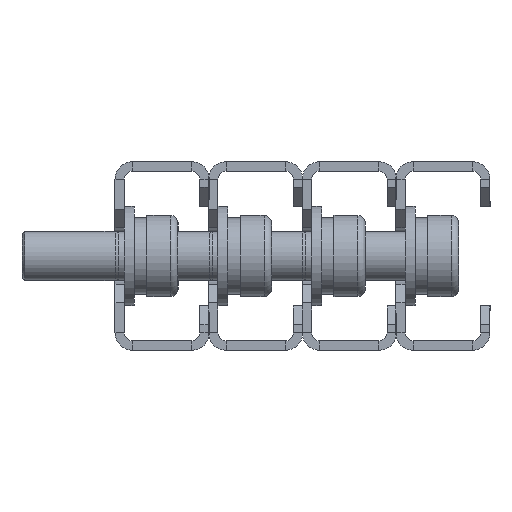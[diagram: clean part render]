
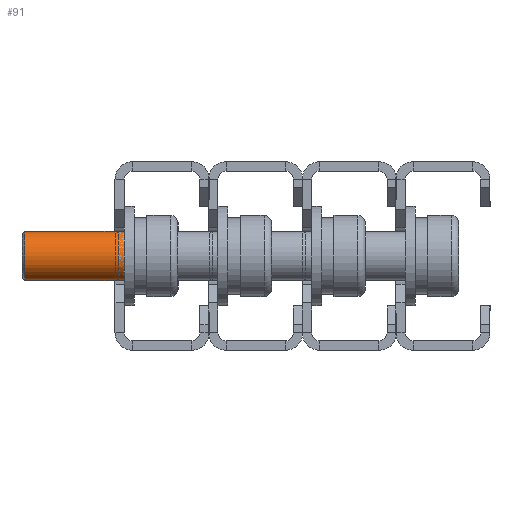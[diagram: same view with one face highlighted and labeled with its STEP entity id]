
A CAD part, left-side view. The second image highlights one B-rep face of the part: STEP entity #91.
In plain terms, the highlighted cylindrical face has radius 4 mm (diameter 8 mm), a partial arc.
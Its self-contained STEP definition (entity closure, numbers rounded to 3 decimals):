
#44 = ORIENTED_EDGE ( 'NONE', *, *, #7040, .T. ) ;
#91 = ADVANCED_FACE ( '�����3', ( #829 ), #3438, .T. ) ;
#316 = VERTEX_POINT ( 'NONE', #3511 ) ;
#317 = CIRCLE ( 'NONE', #3506, 4. ) ;
#622 = DIRECTION ( 'NONE',  ( 0., 0., -1. ) ) ;
#829 = FACE_OUTER_BOUND ( 'NONE', #2044, .T. ) ;
#878 = AXIS2_PLACEMENT_3D ( 'NONE', #5141, #1703, #2281 ) ;
#938 = ORIENTED_EDGE ( 'NONE', *, *, #4698, .T. ) ;
#951 = AXIS2_PLACEMENT_3D ( 'NONE', #6386, #6928, #622 ) ;
#1143 = VECTOR ( 'NONE', #5812, 1000. ) ;
#1239 = DIRECTION ( 'NONE',  ( -1., 0., 0. ) ) ;
#1388 = CARTESIAN_POINT ( 'NONE',  ( 5.6, 0., -4. ) ) ;
#1703 = DIRECTION ( 'NONE',  ( -1., 0., 0. ) ) ;
#1762 = CARTESIAN_POINT ( 'NONE',  ( -31.75, 0., -4. ) ) ;
#1767 = DIRECTION ( 'NONE',  ( 0., 0., 1. ) ) ;
#2044 = EDGE_LOOP ( 'NONE', ( #3633, #938, #44, #5023 ) ) ;
#2281 = DIRECTION ( 'NONE',  ( 0., 0., 1. ) ) ;
#2294 = LINE ( 'NONE', #5152, #2483 ) ;
#2483 = VECTOR ( 'NONE', #4180, 1000. ) ;
#3438 = CYLINDRICAL_SURFACE ( 'NONE', #878, 4. ) ;
#3506 = AXIS2_PLACEMENT_3D ( 'NONE', #4082, #1239, #1767 ) ;
#3511 = CARTESIAN_POINT ( 'NONE',  ( 5.6, 0., 4. ) ) ;
#3633 = ORIENTED_EDGE ( 'NONE', *, *, #6447, .T. ) ;
#3919 = VERTEX_POINT ( 'NONE', #4604 ) ;
#4082 = CARTESIAN_POINT ( 'NONE',  ( 24.537, 0., 0. ) ) ;
#4180 = DIRECTION ( 'NONE',  ( -1., 0., 0. ) ) ;
#4362 = VERTEX_POINT ( 'NONE', #1388 ) ;
#4604 = CARTESIAN_POINT ( 'NONE',  ( 24.537, 0., 4. ) ) ;
#4698 = EDGE_CURVE ( 'NONE', #5308, #4362, #5936, .T. ) ;
#5023 = ORIENTED_EDGE ( 'NONE', *, *, #7107, .F. ) ;
#5141 = CARTESIAN_POINT ( 'NONE',  ( -31.75, 0., 0. ) ) ;
#5152 = CARTESIAN_POINT ( 'NONE',  ( -31.75, 0., 4. ) ) ;
#5249 = CARTESIAN_POINT ( 'NONE',  ( 24.537, 0., -4. ) ) ;
#5308 = VERTEX_POINT ( 'NONE', #5249 ) ;
#5812 = DIRECTION ( 'NONE',  ( -1., 0., 0. ) ) ;
#5936 = LINE ( 'NONE', #1762, #1143 ) ;
#6386 = CARTESIAN_POINT ( 'NONE',  ( 5.6, 0., 0. ) ) ;
#6447 = EDGE_CURVE ( '������7', #3919, #5308, #317, .T. ) ;
#6928 = DIRECTION ( 'NONE',  ( 1., 0., 0. ) ) ;
#7040 = EDGE_CURVE ( '������14', #4362, #316, #7085, .T. ) ;
#7085 = CIRCLE ( 'NONE', #951, 4. ) ;
#7107 = EDGE_CURVE ( 'NONE', #3919, #316, #2294, .T. ) ;
